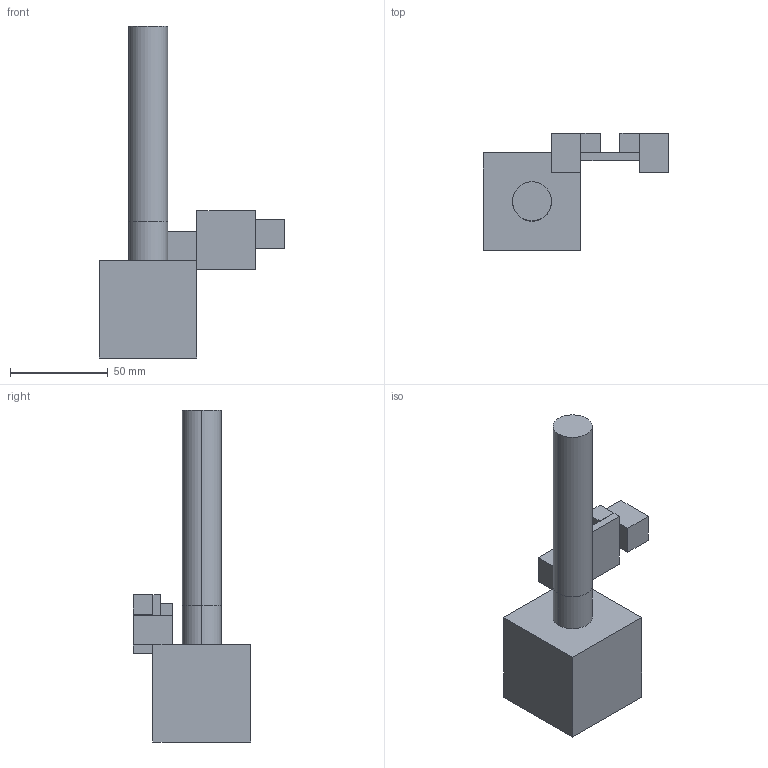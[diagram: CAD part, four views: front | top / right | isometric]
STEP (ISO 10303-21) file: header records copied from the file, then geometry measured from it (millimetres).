
FILE_DESCRIPTION (( 'STEP AP214' ), '1' );
FILE_NAME ('Ensamblaje2.STEP', '2019-08-06T20:48:15', ( '' ), ( '' ), 'SwSTEP 2.0', 'SolidWorks 2015', '' );
FILE_SCHEMA (( 'AUTOMOTIVE_DESIGN' ));
Length unit declared in the file: centimetre
Products named in the file (8): Pieza1; B; Ensamblaje2; Ensamblaje1; A; Pieza3; Pieza2; EnsamblajeCUBO
Assembly tree (8 placements, depth 4):
  Ensamblaje2
    A
    Ensamblaje1
      Pieza3
      EnsamblajeCUBO  x2
        Pieza1
        Pieza2
    B
Bounding box: 95 x 60 x 170 mm (x, y, z)
Volume: 177299.1 mm3; surface area: 29948.1 mm2
Topology: 7 solids, 7 shells, 43 faces, 84 edges, 56 vertices
Faces by surface type: plane 39, cylinder 4
Entity records: 1084 total; most frequent: DIRECTION 156, CARTESIAN_POINT 144, ORIENTED_EDGE 120, EDGE_CURVE 60, LINE 52, AXIS2_PLACEMENT_3D 52, VECTOR 52, VERTEX_POINT 40
